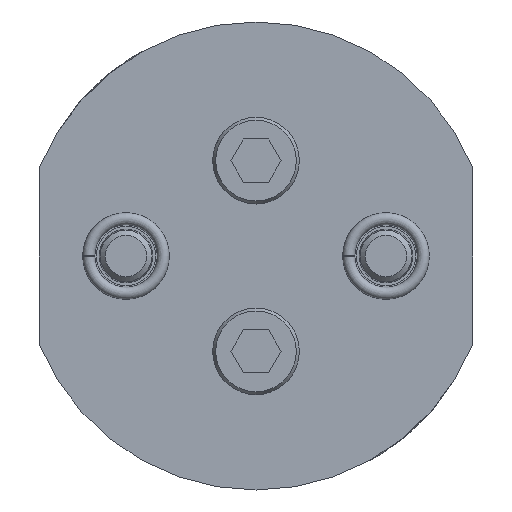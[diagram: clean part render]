
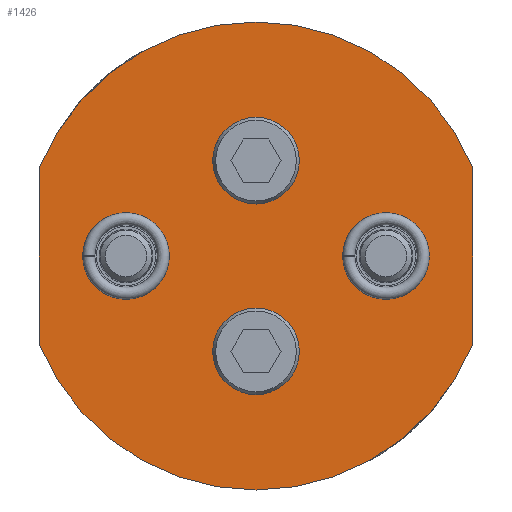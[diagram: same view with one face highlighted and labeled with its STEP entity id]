
A CAD part, front view. The second image highlights one B-rep face of the part: STEP entity #1426.
In plain terms, the highlighted planar face has unit normal (0, -1, 0).
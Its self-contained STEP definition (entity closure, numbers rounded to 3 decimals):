
#108=PLANE('',#1608);
#180=LINE('',#2374,#246);
#182=LINE('',#2377,#248);
#246=VECTOR('',#1830,1000.);
#248=VECTOR('',#1834,1000.);
#340=ORIENTED_EDGE('',*,*,#674,.T.);
#341=ORIENTED_EDGE('',*,*,#675,.F.);
#342=ORIENTED_EDGE('',*,*,#667,.T.);
#343=ORIENTED_EDGE('',*,*,#657,.F.);
#344=ORIENTED_EDGE('',*,*,#660,.F.);
#345=ORIENTED_EDGE('',*,*,#670,.F.);
#346=ORIENTED_EDGE('',*,*,#652,.F.);
#347=ORIENTED_EDGE('',*,*,#668,.F.);
#652=EDGE_CURVE('',#824,#825,#951,.T.);
#657=EDGE_CURVE('',#829,#829,#953,.T.);
#660=EDGE_CURVE('',#832,#833,#955,.T.);
#667=EDGE_CURVE('',#839,#839,#958,.T.);
#668=EDGE_CURVE('',#833,#824,#180,.T.);
#670=EDGE_CURVE('',#825,#832,#182,.T.);
#674=EDGE_CURVE('',#842,#842,#961,.T.);
#675=EDGE_CURVE('',#843,#843,#962,.T.);
#824=VERTEX_POINT('',#2283);
#825=VERTEX_POINT('',#2284);
#829=VERTEX_POINT('',#2304);
#832=VERTEX_POINT('',#2329);
#833=VERTEX_POINT('',#2330);
#839=VERTEX_POINT('',#2372);
#842=VERTEX_POINT('',#2386);
#843=VERTEX_POINT('',#2388);
#951=CIRCLE('',#1592,13.5);
#953=CIRCLE('',#1595,2.5);
#955=CIRCLE('',#1598,13.5);
#958=CIRCLE('',#1602,2.5);
#961=CIRCLE('',#1609,2.5);
#962=CIRCLE('',#1610,2.5);
#1054=EDGE_LOOP('',(#340));
#1055=EDGE_LOOP('',(#341));
#1056=EDGE_LOOP('',(#342));
#1057=EDGE_LOOP('',(#343));
#1058=EDGE_LOOP('',(#344,#345,#346,#347));
#1230=FACE_BOUND('',#1054,.T.);
#1231=FACE_BOUND('',#1055,.T.);
#1232=FACE_BOUND('',#1056,.T.);
#1233=FACE_BOUND('',#1057,.T.);
#1234=FACE_BOUND('',#1058,.T.);
#1426=ADVANCED_FACE('',(#1230,#1231,#1232,#1233,#1234),#108,.F.);
#1592=AXIS2_PLACEMENT_3D('',#2282,#1802,#1803);
#1595=AXIS2_PLACEMENT_3D('',#2303,#1810,#1811);
#1598=AXIS2_PLACEMENT_3D('',#2328,#1816,#1817);
#1602=AXIS2_PLACEMENT_3D('',#2371,#1826,#1827);
#1608=AXIS2_PLACEMENT_3D('',#2384,#1842,#1843);
#1609=AXIS2_PLACEMENT_3D('',#2385,#1844,#1845);
#1610=AXIS2_PLACEMENT_3D('',#2387,#1846,#1847);
#1802=DIRECTION('',(0.,1.,0.));
#1803=DIRECTION('',(1.,0.,0.));
#1810=DIRECTION('',(0.,-1.,0.));
#1811=DIRECTION('',(0.,0.,-1.));
#1816=DIRECTION('',(0.,1.,0.));
#1817=DIRECTION('',(1.,0.,0.));
#1826=DIRECTION('',(0.,1.,0.));
#1827=DIRECTION('',(0.,0.,1.));
#1830=DIRECTION('',(0.,0.,1.));
#1834=DIRECTION('',(0.,0.,-1.));
#1842=DIRECTION('',(0.,1.,0.));
#1843=DIRECTION('',(0.,0.,1.));
#1844=DIRECTION('',(0.,1.,0.));
#1845=DIRECTION('',(0.,0.,1.));
#1846=DIRECTION('',(0.,-1.,0.));
#1847=DIRECTION('',(0.,0.,-1.));
#2282=CARTESIAN_POINT('',(0.,0.,0.));
#2283=CARTESIAN_POINT('',(-12.5,0.,5.099));
#2284=CARTESIAN_POINT('',(12.5,0.,5.099));
#2303=CARTESIAN_POINT('',(0.,0.,5.5));
#2304=CARTESIAN_POINT('',(0.,0.,3.));
#2328=CARTESIAN_POINT('',(0.,0.,0.));
#2329=CARTESIAN_POINT('',(12.5,0.,-5.099));
#2330=CARTESIAN_POINT('',(-12.5,0.,-5.099));
#2371=CARTESIAN_POINT('',(0.,0.,-5.5));
#2372=CARTESIAN_POINT('',(0.,0.,-3.));
#2374=CARTESIAN_POINT('',(-12.5,0.,-5.099));
#2377=CARTESIAN_POINT('',(12.5,0.,5.099));
#2384=CARTESIAN_POINT('',(0.,0.,0.));
#2385=CARTESIAN_POINT('',(7.5,0.,0.));
#2386=CARTESIAN_POINT('',(7.5,0.,2.5));
#2387=CARTESIAN_POINT('',(-7.5,0.,0.));
#2388=CARTESIAN_POINT('',(-7.5,0.,-2.5));
